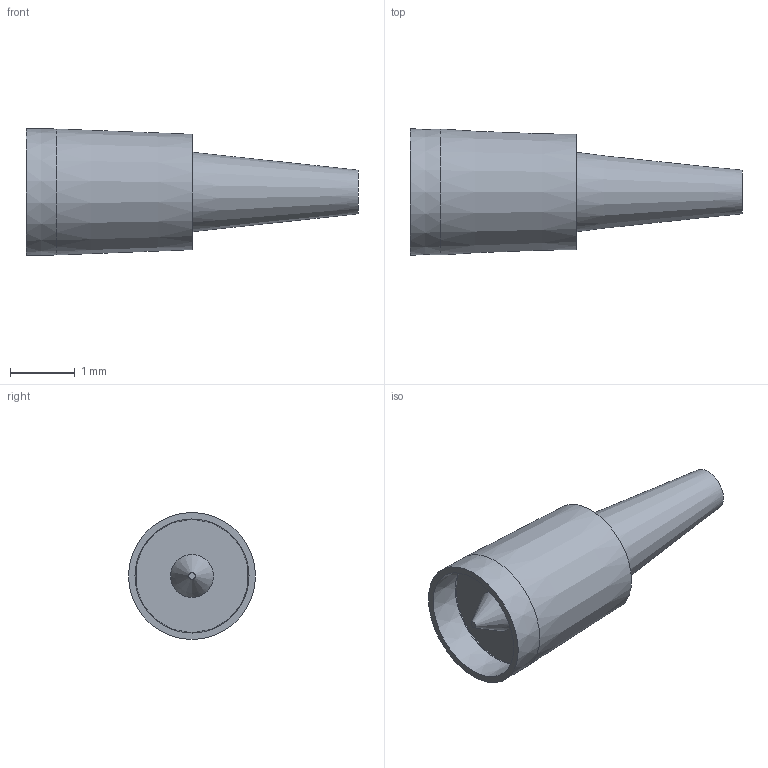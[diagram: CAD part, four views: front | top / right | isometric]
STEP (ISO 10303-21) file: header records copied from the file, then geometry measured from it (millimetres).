
FILE_DESCRIPTION(('Open CASCADE Model'),'2;1');
FILE_NAME('Open CASCADE Shape Model','2021-05-31T00:26:22',('Author'),( 'Open CASCADE'),'ParaPy 1.7.0 - Open CASCADE STEP processor 7.3', 'ParaPy 1.7.0 - Open CASCADE 7.3','Unknown');
FILE_SCHEMA(('AUTOMOTIVE_DESIGN { 1 0 10303 214 1 1 1 1 }'));
Length unit declared in the file: millimetre
Products named in the file (5): spinner; fan; core; nozzle; bypass
Bounding box: 5.13 x 1.96 x 1.96 mm (x, y, z)
Volume: 5.9 mm3; surface area: 55.6 mm2
Topology: 5 solids, 5 shells, 18 faces, 22 edges, 14 vertices
Faces by surface type: plane 10, cone 6, cylinder 2
Full cylindrical faces by diameter (mm): 1.228 x1, 1.763 x1
Entity records: 746 total; most frequent: DIRECTION 116, CARTESIAN_POINT 101, ORIENTED_EDGE 44, PCURVE 44, DEFINITIONAL_REPRESENTATION 44, LINE 38, VECTOR 38, AXIS2_PLACEMENT_3D 33
